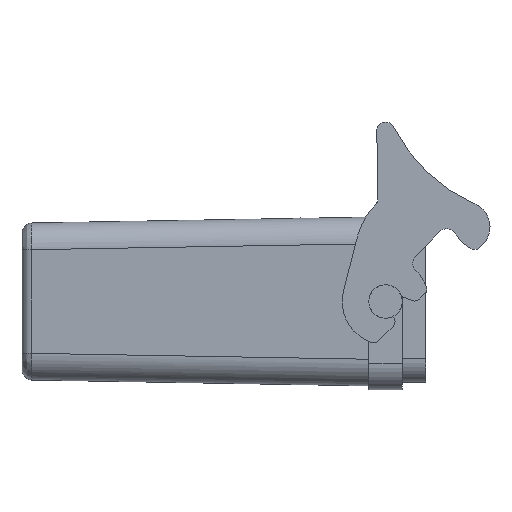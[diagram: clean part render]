
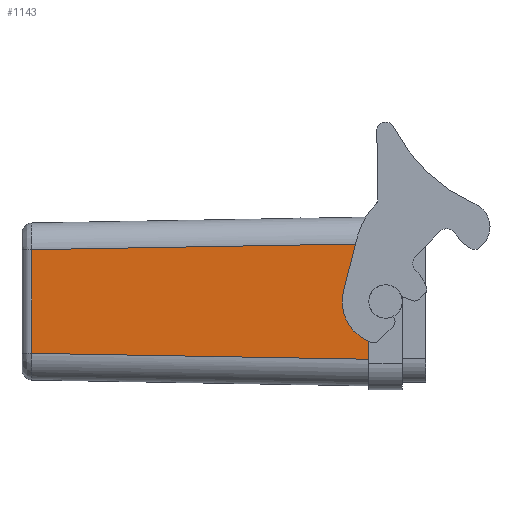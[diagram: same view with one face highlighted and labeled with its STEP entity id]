
A CAD part, left-side view. The second image highlights one B-rep face of the part: STEP entity #1143.
In plain terms, the highlighted planar face has unit normal (-1, 0.018, 0).
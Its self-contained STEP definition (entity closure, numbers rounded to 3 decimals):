
#303=FACE_OUTER_BOUND('',#5323,.T.);
#1143=ADVANCED_FACE('95',(#303),#1764,.T.);
#1764=PLANE('',#13480);
#2341=LINE('',#17765,#3748);
#2469=LINE('',#18232,#3876);
#2474=LINE('',#18464,#3881);
#2475=LINE('',#18466,#3882);
#3748=VECTOR('',#14186,1.);
#3876=VECTOR('',#14696,1.);
#3881=VECTOR('',#14715,1.);
#3882=VECTOR('',#14718,1.);
#5323=EDGE_LOOP('',(#6522,#6523,#6524,#6525));
#6522=ORIENTED_EDGE('',*,*,#11371,.T.);
#6523=ORIENTED_EDGE('',*,*,#11121,.F.);
#6524=ORIENTED_EDGE('',*,*,#11354,.F.);
#6525=ORIENTED_EDGE('',*,*,#11370,.F.);
#9848=VERTEX_POINT('',#17764);
#9849=VERTEX_POINT('',#17766);
#9997=VERTEX_POINT('',#18233);
#10008=VERTEX_POINT('',#18414);
#11121=EDGE_CURVE('796',#9848,#9849,#2341,.T.);
#11354=EDGE_CURVE('821',#9997,#9848,#2469,.T.);
#11370=EDGE_CURVE('808',#10008,#9997,#2474,.T.);
#11371=EDGE_CURVE('828',#10008,#9849,#2475,.T.);
#13480=AXIS2_PLACEMENT_3D('',#18467,#14719,#14720);
#14186=DIRECTION('',(0.,0.,-1.));
#14696=DIRECTION('',(-0.017,-1.,0.017));
#14715=DIRECTION('',(0.,0.,1.));
#14718=DIRECTION('',(-0.017,-1.,-0.017));
#14719=DIRECTION('',(-1.,0.017,0.));
#14720=DIRECTION('',(0.,0.,-1.));
#17764=CARTESIAN_POINT('',(-12.65,5.,8.651));
#17765=CARTESIAN_POINT('',(-12.65,5.,8.651));
#17766=CARTESIAN_POINT('',(-12.65,5.,-8.651));
#18232=CARTESIAN_POINT('',(-11.768,55.526,7.769));
#18233=CARTESIAN_POINT('',(-11.768,55.526,7.769));
#18414=CARTESIAN_POINT('',(-11.768,55.526,-7.769));
#18464=CARTESIAN_POINT('',(-11.768,55.526,-7.769));
#18466=CARTESIAN_POINT('',(-11.768,55.526,-7.769));
#18467=CARTESIAN_POINT('',(-12.65,5.,-14.25));
